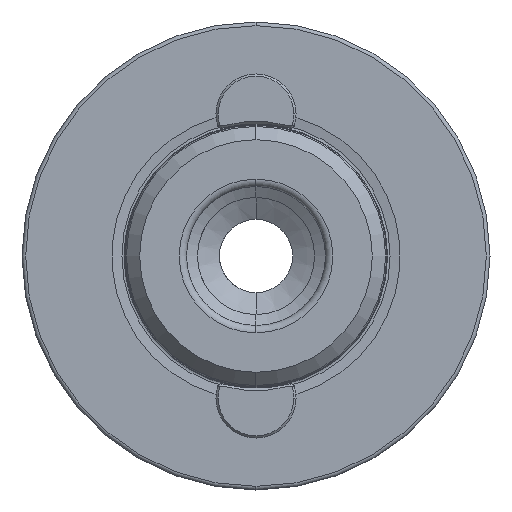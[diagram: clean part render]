
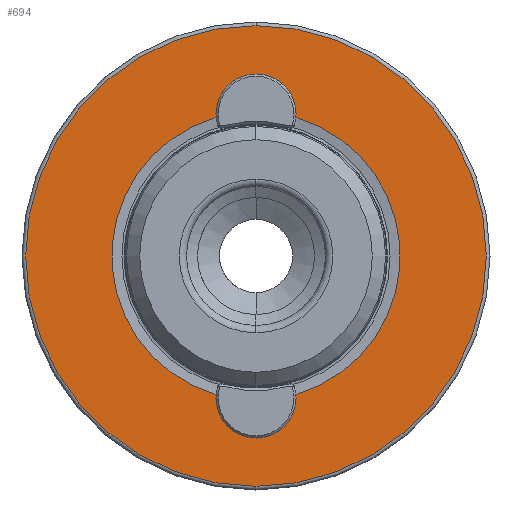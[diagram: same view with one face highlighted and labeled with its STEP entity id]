
A CAD part, left-side view. The second image highlights one B-rep face of the part: STEP entity #694.
In plain terms, the highlighted planar face has unit normal (-1, 0, 0).
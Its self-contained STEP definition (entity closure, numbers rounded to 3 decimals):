
#107 = CIRCLE ( 'NONE', #1028, 3. ) ;
#202 = EDGE_LOOP ( 'NONE', ( #3470, #3461 ) ) ;
#267 = VERTEX_POINT ( 'NONE', #2021 ) ;
#355 = EDGE_CURVE ( 'NONE', #1489, #2498, #2031, .T. ) ;
#370 = AXIS2_PLACEMENT_3D ( 'NONE', #2070, #2512, #2689 ) ;
#506 = CIRCLE ( 'NONE', #1959, 3. ) ;
#625 = CIRCLE ( 'NONE', #2349, 19.715 ) ;
#668 = DIRECTION ( 'NONE',  ( 0., 0., 1. ) ) ;
#685 = DIRECTION ( 'NONE',  ( -1., 0., 0. ) ) ;
#694 = ADVANCED_FACE ( 'NONE', ( #1743, #1738 ), #2484, .F. ) ;
#703 = CARTESIAN_POINT ( 'NONE',  ( 0., 0., 0. ) ) ;
#887 = CARTESIAN_POINT ( 'NONE',  ( 0., 2.305, -19.58 ) ) ;
#915 = CARTESIAN_POINT ( 'NONE',  ( 0., 0., 31.5 ) ) ;
#927 = VERTEX_POINT ( 'NONE', #3118 ) ;
#1027 = VERTEX_POINT ( 'NONE', #2640 ) ;
#1028 = AXIS2_PLACEMENT_3D ( 'NONE', #3046, #3028, #2976 ) ;
#1030 = CIRCLE ( 'NONE', #2923, 19.715 ) ;
#1046 = EDGE_CURVE ( 'NONE', #267, #927, #1443, .T. ) ;
#1052 = CIRCLE ( 'NONE', #3005, 31.5 ) ;
#1253 = EDGE_CURVE ( 'NONE', #2346, #1027, #1329, .T. ) ;
#1329 = CIRCLE ( 'NONE', #3568, 3. ) ;
#1443 = CIRCLE ( 'NONE', #3749, 3. ) ;
#1489 = VERTEX_POINT ( 'NONE', #2545 ) ;
#1498 = CARTESIAN_POINT ( 'NONE',  ( 0., 0., -24.5 ) ) ;
#1626 = DIRECTION ( 'NONE',  ( 0., 0., 1. ) ) ;
#1635 = DIRECTION ( 'NONE',  ( -1., 0., 0. ) ) ;
#1653 = CARTESIAN_POINT ( 'NONE',  ( 0., 0., -21.5 ) ) ;
#1738 = FACE_OUTER_BOUND ( 'NONE', #202, .T. ) ;
#1743 = FACE_BOUND ( 'NONE', #3959, .T. ) ;
#1869 = EDGE_CURVE ( 'NONE', #2498, #1489, #1052, .T. ) ;
#1928 = EDGE_CURVE ( 'NONE', #1027, #267, #1030, .T. ) ;
#1959 = AXIS2_PLACEMENT_3D ( 'NONE', #3267, #3259, #3228 ) ;
#2021 = CARTESIAN_POINT ( 'NONE',  ( 0., -2.305, 19.58 ) ) ;
#2031 = CIRCLE ( 'NONE', #3787, 31.5 ) ;
#2070 = CARTESIAN_POINT ( 'NONE',  ( 0., 0., -19.715 ) ) ;
#2346 = VERTEX_POINT ( 'NONE', #1498 ) ;
#2349 = AXIS2_PLACEMENT_3D ( 'NONE', #703, #685, #668 ) ;
#2358 = DIRECTION ( 'NONE',  ( 0., 0., 1. ) ) ;
#2363 = DIRECTION ( 'NONE',  ( -1., 0., 0. ) ) ;
#2367 = CARTESIAN_POINT ( 'NONE',  ( 0., 0., 21.5 ) ) ;
#2484 = PLANE ( 'NONE',  #370 ) ;
#2498 = VERTEX_POINT ( 'NONE', #915 ) ;
#2512 = DIRECTION ( 'NONE',  ( 1., 0., 0. ) ) ;
#2517 = VERTEX_POINT ( 'NONE', #887 ) ;
#2539 = EDGE_CURVE ( 'NONE', #3149, #2517, #625, .T. ) ;
#2545 = CARTESIAN_POINT ( 'NONE',  ( 0., 0., -31.5 ) ) ;
#2640 = CARTESIAN_POINT ( 'NONE',  ( 0., -2.305, -19.58 ) ) ;
#2689 = DIRECTION ( 'NONE',  ( 0., 0., -1. ) ) ;
#2731 = CARTESIAN_POINT ( 'NONE',  ( 0., 0., 0. ) ) ;
#2745 = DIRECTION ( 'NONE',  ( -1., 0., 0. ) ) ;
#2923 = AXIS2_PLACEMENT_3D ( 'NONE', #3383, #3380, #3369 ) ;
#2976 = DIRECTION ( 'NONE',  ( 0., 0., 1. ) ) ;
#3005 = AXIS2_PLACEMENT_3D ( 'NONE', #3633, #3629, #3609 ) ;
#3028 = DIRECTION ( 'NONE',  ( -1., 0., 0. ) ) ;
#3046 = CARTESIAN_POINT ( 'NONE',  ( 0., 0., -21.5 ) ) ;
#3118 = CARTESIAN_POINT ( 'NONE',  ( 0., 0., 24.5 ) ) ;
#3149 = VERTEX_POINT ( 'NONE', #3622 ) ;
#3209 = EDGE_CURVE ( 'NONE', #927, #3149, #506, .T. ) ;
#3228 = DIRECTION ( 'NONE',  ( 0., 0., 1. ) ) ;
#3259 = DIRECTION ( 'NONE',  ( -1., 0., 0. ) ) ;
#3267 = CARTESIAN_POINT ( 'NONE',  ( 0., 0., 21.5 ) ) ;
#3369 = DIRECTION ( 'NONE',  ( 0., 0., 1. ) ) ;
#3380 = DIRECTION ( 'NONE',  ( -1., 0., 0. ) ) ;
#3383 = CARTESIAN_POINT ( 'NONE',  ( 0., 0., 0. ) ) ;
#3430 = DIRECTION ( 'NONE',  ( 0., 0., 1. ) ) ;
#3461 = ORIENTED_EDGE ( 'NONE', *, *, #355, .T. ) ;
#3470 = ORIENTED_EDGE ( 'NONE', *, *, #1869, .T. ) ;
#3478 = ORIENTED_EDGE ( 'NONE', *, *, #4054, .F. ) ;
#3481 = ORIENTED_EDGE ( 'NONE', *, *, #1253, .F. ) ;
#3484 = ORIENTED_EDGE ( 'NONE', *, *, #1928, .F. ) ;
#3489 = ORIENTED_EDGE ( 'NONE', *, *, #1046, .F. ) ;
#3493 = ORIENTED_EDGE ( 'NONE', *, *, #3209, .F. ) ;
#3497 = ORIENTED_EDGE ( 'NONE', *, *, #2539, .F. ) ;
#3568 = AXIS2_PLACEMENT_3D ( 'NONE', #1653, #1635, #1626 ) ;
#3609 = DIRECTION ( 'NONE',  ( 0., 0., 1. ) ) ;
#3622 = CARTESIAN_POINT ( 'NONE',  ( 0., 2.305, 19.58 ) ) ;
#3629 = DIRECTION ( 'NONE',  ( -1., 0., 0. ) ) ;
#3633 = CARTESIAN_POINT ( 'NONE',  ( 0., 0., 0. ) ) ;
#3749 = AXIS2_PLACEMENT_3D ( 'NONE', #2367, #2363, #2358 ) ;
#3787 = AXIS2_PLACEMENT_3D ( 'NONE', #2731, #2745, #3430 ) ;
#3959 = EDGE_LOOP ( 'NONE', ( #3497, #3493, #3489, #3484, #3481, #3478 ) ) ;
#4054 = EDGE_CURVE ( 'NONE', #2517, #2346, #107, .T. ) ;
